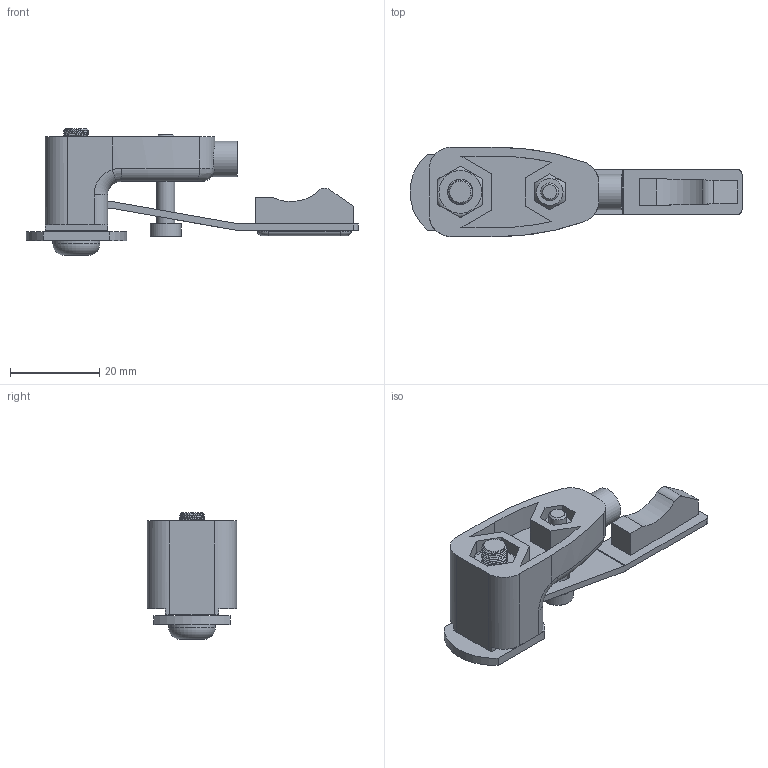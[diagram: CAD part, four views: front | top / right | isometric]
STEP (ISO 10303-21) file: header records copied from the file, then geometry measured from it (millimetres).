
FILE_DESCRIPTION(/* description */ (''),/* implementation_level */ '2;1');
FILE_NAME(/* name */ '11213.stp',/* time_stamp */ '2019-09-11T07:32:57+02:00',/* author */ ('Lionel'),/* organization */ (''),/* preprocessor_version */ 'ST-DEVELOPER v17.2',/* originating_system */ 'Autodesk Inventor 2019',/* authorisation */ '');
FILE_SCHEMA (('AUTOMOTIVE_DESIGN { 1 0 10303 214 3 1 1 }'));
Length unit declared in the file: millimetre
Products named in the file (11): 11213_C; 20827; 20834; 20829; 20833_A; 16474; vis CHC M4x20; Ecrou frein M4; 06005; 09247; 21698_A
Assembly tree (10 placements, depth 3):
  11213_C
    20827
    20834
      20829
      20833_A
    16474
    vis CHC M4x20
    Ecrou frein M4
    06005
    09247
    21698_A
Bounding box: 74.25 x 20 x 28.3 mm (x, y, z)
Volume: 11148 mm3; surface area: 9856.5 mm2
Topology: 9 solids, 9 shells, 201 faces, 509 edges, 334 vertices
Faces by surface type: plane 114, cylinder 58, cone 12, torus 11, bspline 6
Full cylindrical faces by diameter (mm): 3 x4, 3.242 x1, 3.5 x3, 4 x2, 4.917 x1, 5.95 x1, 6 x2, 6.3 x1, 6.5 x1, 7 x1, 7.9 x1, 8 x1, 10.5 x1
Entity records: 10860 total; most frequent: CARTESIAN_POINT 5521, DIRECTION 1055, ORIENTED_EDGE 1016, EDGE_CURVE 508, AXIS2_PLACEMENT_3D 386, VERTEX_POINT 334, LINE 283, VECTOR 283
